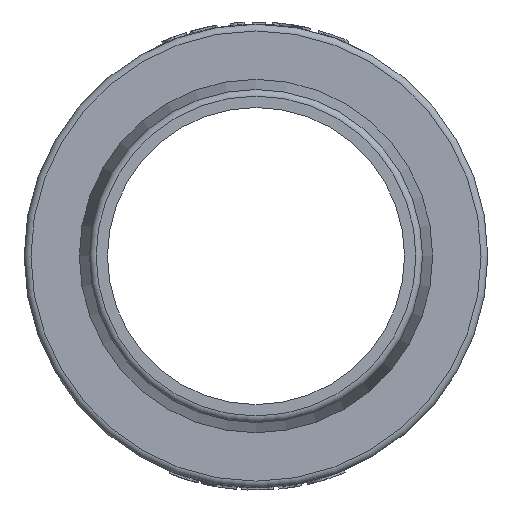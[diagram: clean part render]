
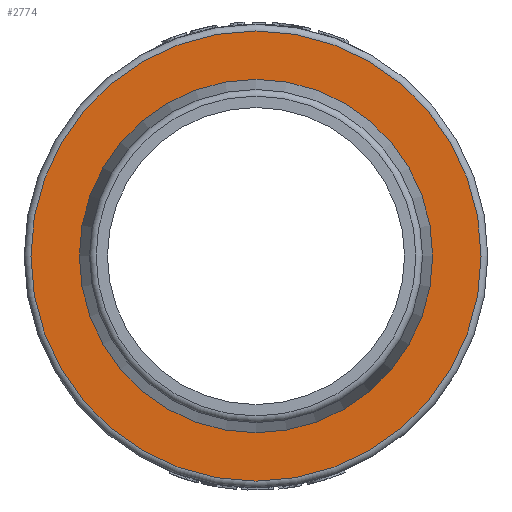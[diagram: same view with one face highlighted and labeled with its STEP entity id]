
A CAD part, left-side view. The second image highlights one B-rep face of the part: STEP entity #2774.
In plain terms, the highlighted planar face has unit normal (-1, 0, 0).
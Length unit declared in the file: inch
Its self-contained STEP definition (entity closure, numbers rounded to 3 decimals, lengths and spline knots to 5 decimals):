
#598=PLANE($,#2998);
#705=FACE_BOUND($,#939,.T.);
#706=FACE_BOUND($,#940,.T.);
#939=EDGE_LOOP($,(#2042));
#940=EDGE_LOOP($,(#2043));
#1148=CIRCLE($,#2962,1.);
#1183=CIRCLE($,#2999,0.765);
#1224=VERTEX_POINT($,#3700);
#1329=VERTEX_POINT($,#4957);
#1514=EDGE_CURVE($,#1224,#1224,#1148,.T.);
#1619=EDGE_CURVE($,#1329,#1329,#1183,.T.);
#2042=ORIENTED_EDGE($,*,*,#1619,.F.);
#2043=ORIENTED_EDGE($,*,*,#1514,.F.);
#2774=ADVANCED_FACE($,(#705,#706),#598,.T.);
#2962=AXIS2_PLACEMENT_3D($,#3701,#3169,#3170);
#2998=AXIS2_PLACEMENT_3D($,#4956,#3266,#3267);
#2999=AXIS2_PLACEMENT_3D($,#4958,#3268,#3269);
#3169=DIRECTION('center_axis',(1.,0.,0.));
#3170=DIRECTION('ref_axis',(0.,-1.,0.));
#3266=DIRECTION('center_axis',(-1.,0.,0.));
#3267=DIRECTION('ref_axis',(0.,0.,1.));
#3268=DIRECTION('center_axis',(-1.,0.,0.));
#3269=DIRECTION('ref_axis',(0.,-1.,0.));
#3700=CARTESIAN_POINT('',(0.,1.,0.));
#3701=CARTESIAN_POINT('Origin',(0.,0.,0.));
#4956=CARTESIAN_POINT('Origin',(0.,1.03,0.));
#4957=CARTESIAN_POINT('',(0.,0.765,0.));
#4958=CARTESIAN_POINT('Origin',(0.,0.,0.));
